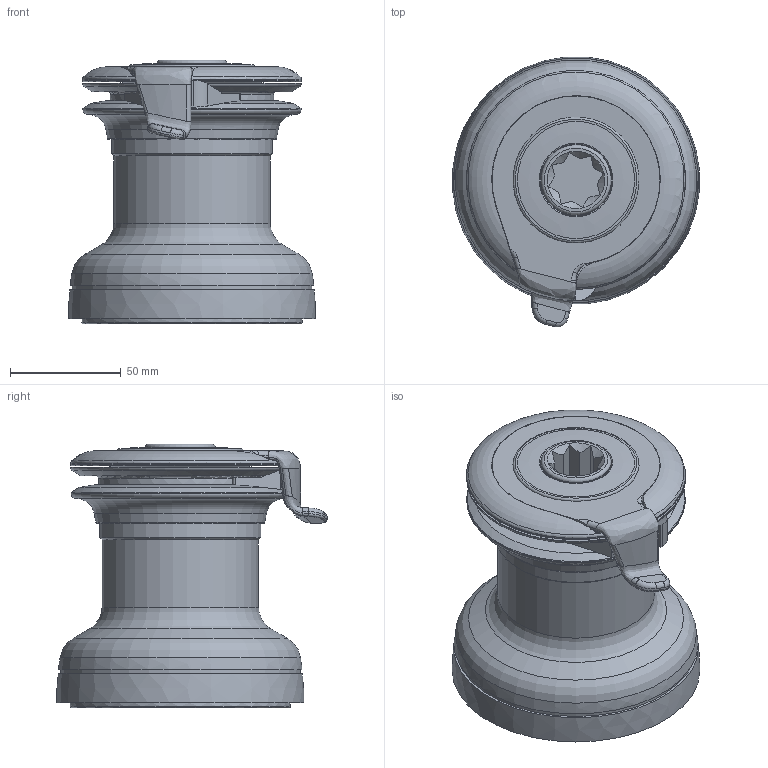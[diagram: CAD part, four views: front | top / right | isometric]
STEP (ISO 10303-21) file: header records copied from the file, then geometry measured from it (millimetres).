
FILE_DESCRIPTION(/* description */ (''),/* implementation_level */ '2;1');
FILE_NAME(/* name */ 'XT16.2.stp',/* time_stamp */ '2016-03-25T12:03:34+01:00',/* author */ ('gianni'),/* organization */ (''),/* preprocessor_version */ 'ST-DEVELOPER v16.1',/* originating_system */ 'Autodesk Inventor 2016',/* authorisation */ '');
FILE_SCHEMA (('AUTOMOTIVE_DESIGN { 1 0 10303 214 3 1 1 }'));
Length unit declared in the file: millimetre
Products named in the file (1): XT16.2
Bounding box: 111.6 x 122.23 x 119.2 mm (x, y, z)
Volume: 706960.7 mm3; surface area: 75916.6 mm2
Topology: 1 solids, 1 shells, 156 faces, 383 edges, 245 vertices
Faces by surface type: plane 53, cylinder 50, torus 24, bspline 19, cone 10
Full cylindrical faces by diameter (mm): 6.5 x5, 11.1 x1, 31.7 x1, 71 x1, 73 x1, 74 x1, 99 x3, 99.5 x1, 108.79 x1
Entity records: 6012 total; most frequent: CARTESIAN_POINT 2607, DIRECTION 694, ORIENTED_EDGE 674, EDGE_CURVE 337, AXIS2_PLACEMENT_3D 295, VERTEX_POINT 236, EDGE_LOOP 211, FACE_OUTER_BOUND 156
